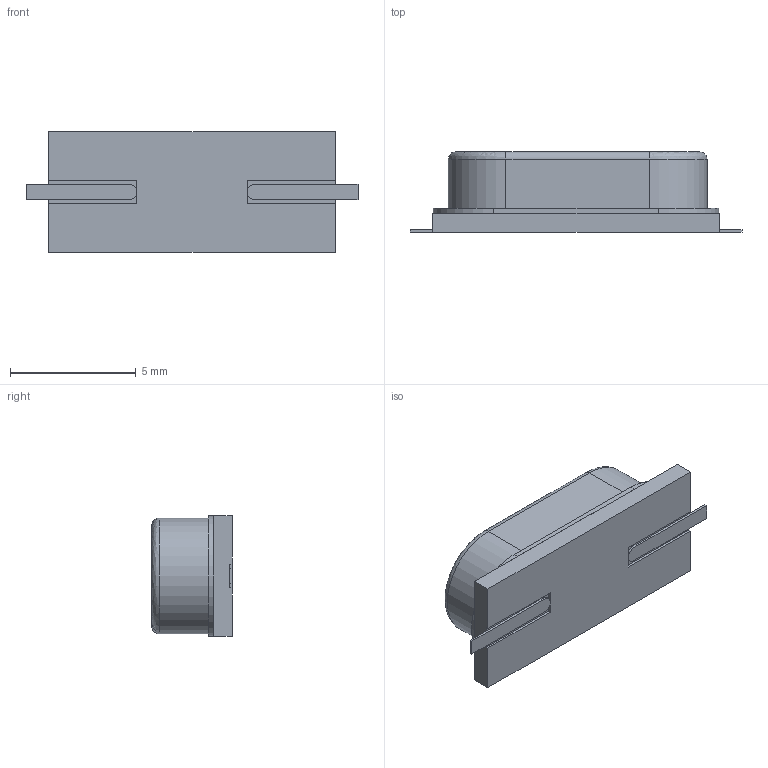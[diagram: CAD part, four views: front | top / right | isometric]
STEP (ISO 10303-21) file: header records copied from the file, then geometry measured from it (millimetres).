
FILE_DESCRIPTION (( 'STEP AP214' ), '1' );
FILE_NAME ('ECS-120-18-5PLX-GN-TR.STEP', '2020-11-15T09:07:11', ( '' ), ( '' ), 'SwSTEP 2.0', 'SolidWorks 2017', '' );
FILE_SCHEMA (( 'AUTOMOTIVE_DESIGN' ));
Length unit declared in the file: millimetre
Products named in the file (1): ECS-120-18-5PLX-GN-TR
Bounding box: 13.2 x 3.2 x 4.8 mm (x, y, z)
Volume: 146.7 mm3; surface area: 208.5 mm2
Topology: 3 solids, 3 shells, 44 faces, 104 edges, 68 vertices
Faces by surface type: plane 32, cylinder 10, bspline 2
Entity records: 1539 total; most frequent: CARTESIAN_POINT 253, DIRECTION 208, ORIENTED_EDGE 208, EDGE_CURVE 104, LINE 82, VECTOR 82, VERTEX_POINT 68, AXIS2_PLACEMENT_3D 63
